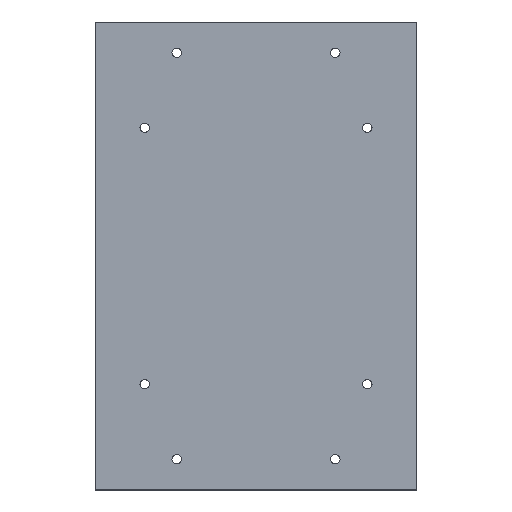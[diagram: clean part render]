
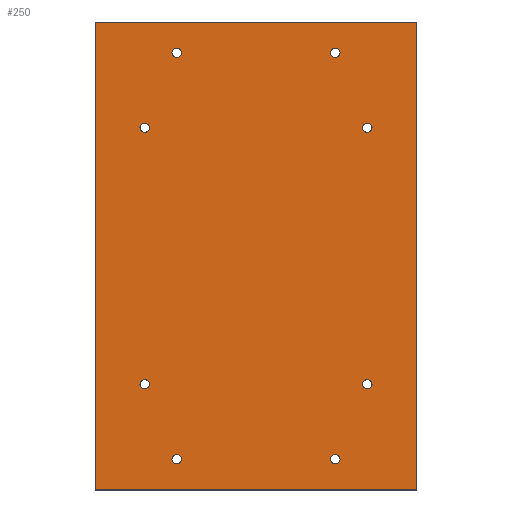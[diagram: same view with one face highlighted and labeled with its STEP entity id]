
A CAD part, top view. The second image highlights one B-rep face of the part: STEP entity #250.
In plain terms, the highlighted planar face has unit normal (0, 0, 1).
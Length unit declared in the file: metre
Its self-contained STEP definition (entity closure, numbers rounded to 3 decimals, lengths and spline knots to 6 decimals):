
#20=LINE('',#387,#32);
#21=LINE('',#390,#33);
#22=LINE('',#392,#34);
#23=LINE('',#394,#35);
#32=VECTOR('',#315,1.);
#33=VECTOR('',#316,1.);
#34=VECTOR('',#317,1.);
#35=VECTOR('',#318,1.);
#44=ORIENTED_EDGE('',*,*,#100,.F.);
#45=ORIENTED_EDGE('',*,*,#101,.F.);
#46=ORIENTED_EDGE('',*,*,#102,.F.);
#47=ORIENTED_EDGE('',*,*,#103,.T.);
#48=ORIENTED_EDGE('',*,*,#104,.T.);
#49=ORIENTED_EDGE('',*,*,#105,.F.);
#50=ORIENTED_EDGE('',*,*,#106,.F.);
#51=ORIENTED_EDGE('',*,*,#107,.T.);
#52=ORIENTED_EDGE('',*,*,#108,.F.);
#53=ORIENTED_EDGE('',*,*,#109,.T.);
#54=ORIENTED_EDGE('',*,*,#110,.F.);
#55=ORIENTED_EDGE('',*,*,#111,.T.);
#100=EDGE_CURVE('',#128,#128,#152,.T.);
#101=EDGE_CURVE('',#129,#129,#153,.T.);
#102=EDGE_CURVE('',#130,#131,#20,.T.);
#103=EDGE_CURVE('',#130,#132,#21,.T.);
#104=EDGE_CURVE('',#132,#133,#22,.T.);
#105=EDGE_CURVE('',#131,#133,#23,.T.);
#106=EDGE_CURVE('',#134,#134,#154,.T.);
#107=EDGE_CURVE('',#135,#135,#155,.T.);
#108=EDGE_CURVE('',#136,#136,#156,.T.);
#109=EDGE_CURVE('',#137,#137,#157,.T.);
#110=EDGE_CURVE('',#138,#138,#158,.T.);
#111=EDGE_CURVE('',#139,#139,#159,.T.);
#128=VERTEX_POINT('',#384);
#129=VERTEX_POINT('',#386);
#130=VERTEX_POINT('',#388);
#131=VERTEX_POINT('',#389);
#132=VERTEX_POINT('',#391);
#133=VERTEX_POINT('',#393);
#134=VERTEX_POINT('',#396);
#135=VERTEX_POINT('',#398);
#136=VERTEX_POINT('',#400);
#137=VERTEX_POINT('',#402);
#138=VERTEX_POINT('',#404);
#139=VERTEX_POINT('',#406);
#152=CIRCLE('',#278,0.0016);
#153=CIRCLE('',#279,0.0016);
#154=CIRCLE('',#280,0.0016);
#155=CIRCLE('',#281,0.0016);
#156=CIRCLE('',#282,0.0016);
#157=CIRCLE('',#283,0.0016);
#158=CIRCLE('',#284,0.0016);
#159=CIRCLE('',#285,0.0016);
#168=EDGE_LOOP('',(#44));
#169=EDGE_LOOP('',(#45));
#170=EDGE_LOOP('',(#46,#47,#48,#49));
#171=EDGE_LOOP('',(#50));
#172=EDGE_LOOP('',(#51));
#173=EDGE_LOOP('',(#52));
#174=EDGE_LOOP('',(#53));
#175=EDGE_LOOP('',(#54));
#176=EDGE_LOOP('',(#55));
#206=FACE_BOUND('',#168,.T.);
#207=FACE_BOUND('',#169,.T.);
#208=FACE_BOUND('',#170,.T.);
#209=FACE_BOUND('',#171,.T.);
#210=FACE_BOUND('',#172,.T.);
#211=FACE_BOUND('',#173,.T.);
#212=FACE_BOUND('',#174,.T.);
#213=FACE_BOUND('',#175,.T.);
#214=FACE_BOUND('',#176,.T.);
#244=PLANE('',#277);
#250=ADVANCED_FACE('',(#206,#207,#208,#209,#210,#211,#212,#213,#214),#244,
 .T.);
#277=AXIS2_PLACEMENT_3D('',#382,#309,#310);
#278=AXIS2_PLACEMENT_3D('',#383,#311,#312);
#279=AXIS2_PLACEMENT_3D('',#385,#313,#314);
#280=AXIS2_PLACEMENT_3D('',#395,#319,#320);
#281=AXIS2_PLACEMENT_3D('',#397,#321,#322);
#282=AXIS2_PLACEMENT_3D('',#399,#323,#324);
#283=AXIS2_PLACEMENT_3D('',#401,#325,#326);
#284=AXIS2_PLACEMENT_3D('',#403,#327,#328);
#285=AXIS2_PLACEMENT_3D('',#405,#329,#330);
#309=DIRECTION('',(0.,0.,1.));
#310=DIRECTION('',(1.,0.,0.));
#311=DIRECTION('',(0.,0.,1.));
#312=DIRECTION('',(1.,0.,0.));
#313=DIRECTION('',(0.,0.,1.));
#314=DIRECTION('',(1.,0.,0.));
#315=DIRECTION('',(1.,0.,0.));
#316=DIRECTION('',(0.,-1.,0.));
#317=DIRECTION('',(1.,0.,0.));
#318=DIRECTION('',(0.,-1.,0.));
#319=DIRECTION('',(0.,0.,1.));
#320=DIRECTION('',(1.,0.,0.));
#321=DIRECTION('',(0.,0.,-1.));
#322=DIRECTION('',(1.,0.,0.));
#323=DIRECTION('',(0.,0.,1.));
#324=DIRECTION('',(1.,0.,0.));
#325=DIRECTION('',(0.,0.,-1.));
#326=DIRECTION('',(1.,0.,0.));
#327=DIRECTION('',(0.,0.,1.));
#328=DIRECTION('',(1.,0.,0.));
#329=DIRECTION('',(0.,0.,-1.));
#330=DIRECTION('',(1.,0.,0.));
#382=CARTESIAN_POINT('',(0.,0.,0.0016));
#383=CARTESIAN_POINT('',(0.038075,0.043825,0.0016));
#384=CARTESIAN_POINT('',(0.039675,0.043825,0.0016));
#385=CARTESIAN_POINT('',(-0.038075,-0.043825,0.0016));
#386=CARTESIAN_POINT('',(-0.036475,-0.043825,0.0016));
#387=CARTESIAN_POINT('',(0.,0.08,0.0016));
#388=CARTESIAN_POINT('',(-0.055,0.08,0.0016));
#389=CARTESIAN_POINT('',(0.055,0.08,0.0016));
#390=CARTESIAN_POINT('',(-0.055,0.,0.0016));
#391=CARTESIAN_POINT('',(-0.055,-0.08,0.0016));
#392=CARTESIAN_POINT('',(0.,-0.08,0.0016));
#393=CARTESIAN_POINT('',(0.055,-0.08,0.0016));
#394=CARTESIAN_POINT('',(0.055,0.,0.0016));
#395=CARTESIAN_POINT('',(-0.02712,0.0695,0.0016));
#396=CARTESIAN_POINT('',(-0.02552,0.0695,0.0016));
#397=CARTESIAN_POINT('',(-0.02712,-0.0695,0.0016));
#398=CARTESIAN_POINT('',(-0.02552,-0.0695,0.0016));
#399=CARTESIAN_POINT('',(0.02712,-0.0695,0.0016));
#400=CARTESIAN_POINT('',(0.02872,-0.0695,0.0016));
#401=CARTESIAN_POINT('',(0.02712,0.0695,0.0016));
#402=CARTESIAN_POINT('',(0.02872,0.0695,0.0016));
#403=CARTESIAN_POINT('',(-0.038075,0.043825,0.0016));
#404=CARTESIAN_POINT('',(-0.036475,0.043825,0.0016));
#405=CARTESIAN_POINT('',(0.038075,-0.043825,0.0016));
#406=CARTESIAN_POINT('',(0.039675,-0.043825,0.0016));
